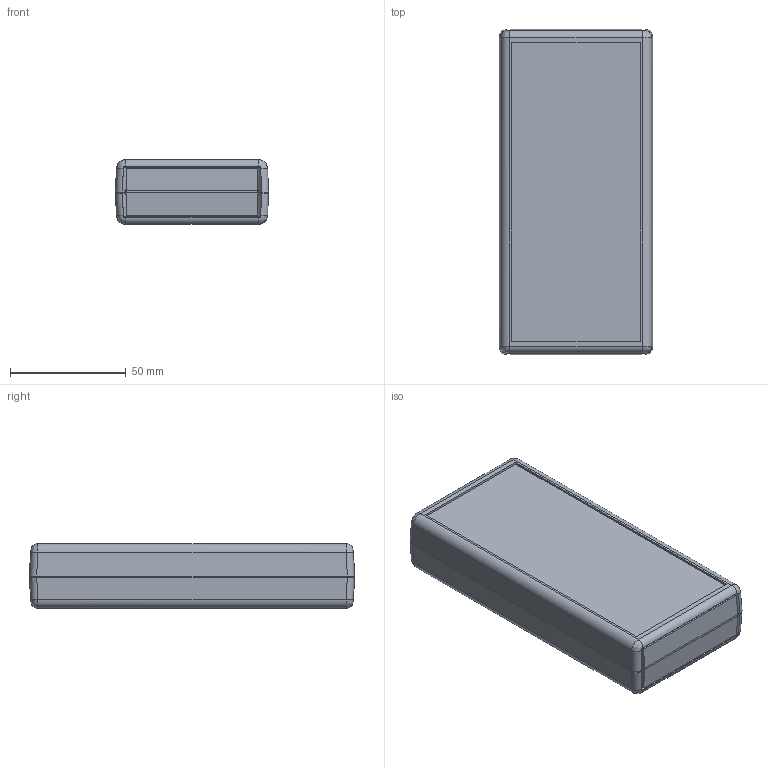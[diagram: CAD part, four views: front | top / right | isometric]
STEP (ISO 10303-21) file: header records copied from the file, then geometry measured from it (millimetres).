
FILE_DESCRIPTION(/* description */ (''),/* implementation_level */ '2;1');
FILE_NAME(/* name */ '1593X.iam.stp',/* time_stamp */ '2016-04-25T15:45:30-04:00',/* author */ ('Lynn'),/* organization */ (''),/* preprocessor_version */ 'ST-DEVELOPER v16.1',/* originating_system */ 'Autodesk Inventor 2016',/* authorisation */ '');
FILE_SCHEMA (('AUTOMOTIVE_DESIGN { 1 0 10303 214 3 1 1 }'));
Products named in the file (7): 1593X Bot; 1593X Top; 1593K-L-P-Q-X-Y Flat endplate; 1593K-L-P-Q-X-Y Contoured Endplate; 1593X PCB; #19249; 1593X
Assembly tree (7 placements, depth 2):
  #19249
  1593X
    1593X Bot
    1593X Top
    1593K-L-P-Q-X-Y Flat endplate  x2
    1593K-L-P-Q-X-Y Contoured Endplate  x2
    1593X PCB
Bounding box: 66.22 x 140.49 x 28 mm (x, y, z)
Volume: 89512.5 mm3; surface area: 84854.7 mm2
Topology: 11 solids, 11 shells, 720 faces, 1877 edges, 1250 vertices
Faces by surface type: plane 394, cylinder 126, bspline 104, cone 84, torus 8, sphere 4
Full cylindrical faces by diameter (mm): 2.5 x20, 2.845 x4, 3 x24, 3.2 x8, 6 x4
Entity records: 19239 total; most frequent: CARTESIAN_POINT 5722, ORIENTED_EDGE 2748, DIRECTION 2494, EDGE_CURVE 1374, VERTEX_POINT 966, AXIS2_PLACEMENT_3D 849, LINE 796, VECTOR 796
